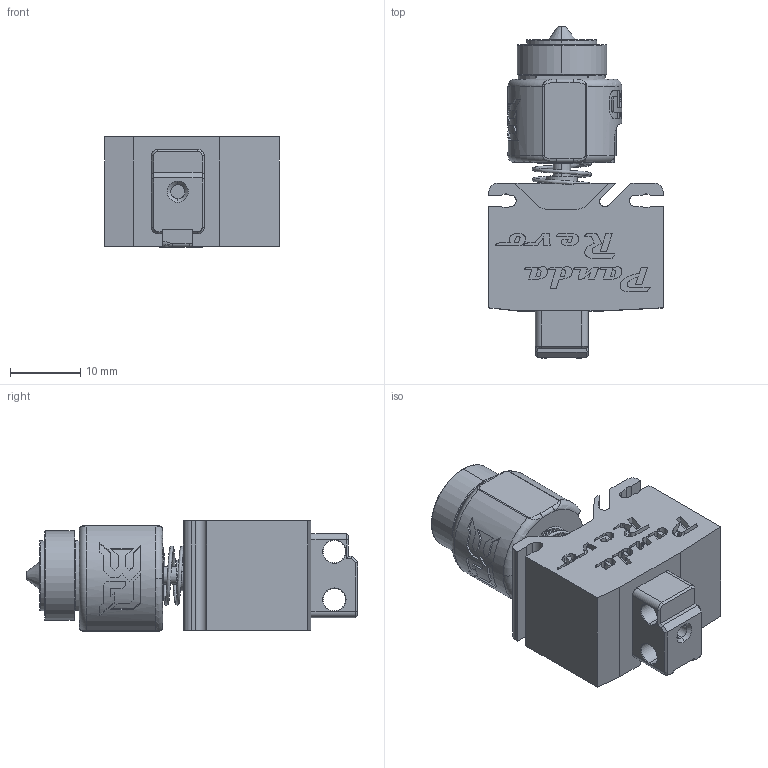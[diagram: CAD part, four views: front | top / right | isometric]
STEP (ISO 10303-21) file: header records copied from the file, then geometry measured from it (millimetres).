
FILE_DESCRIPTION (( 'STEP AP214' ), '1' );
FILE_NAME ('Panda Revo mockup.STEP', '2024-07-02T02:39:19', ( 'Windows User' ), ( 'P R C' ), 'SwSTEP 2.0', 'SolidWorks 2022', '' );
FILE_SCHEMA (( 'AUTOMOTIVE_DESIGN' ));
Length unit declared in the file: millimetre
Products named in the file (1): Panda Revo mockup
Bounding box: 24.81 x 47.29 x 15.7 mm (x, y, z)
Volume: 9612.8 mm3; surface area: 4609.4 mm2
Topology: 1 solids, 4 shells, 549 faces, 1450 edges, 932 vertices
Faces by surface type: plane 222, bspline 167, cylinder 89, torus 35, cone 20, sphere 16
Entity records: 21822 total; most frequent: CARTESIAN_POINT 9236, ORIENTED_EDGE 2900, DIRECTION 2084, EDGE_CURVE 1450, VERTEX_POINT 932, AXIS2_PLACEMENT_3D 724, LINE 636, VECTOR 636
